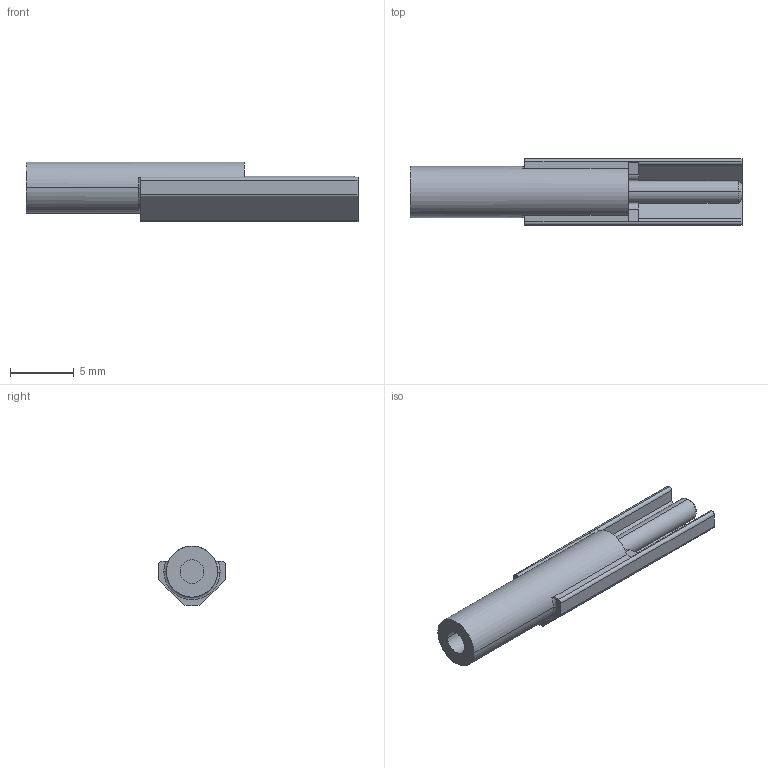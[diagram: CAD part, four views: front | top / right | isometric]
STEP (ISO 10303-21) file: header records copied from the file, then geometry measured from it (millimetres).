
FILE_DESCRIPTION(/* description */ (''),/* implementation_level */ '2;1');
FILE_NAME(/* name */ '5ST3_G_I202_XX_50839_S-AA_G_I202_XX_50839V_NX_RESULT.stp',/* time_stamp */ '2023-12-13T11:26:43+01:00',/* author */ (''),/* organization */ (''),/* preprocessor_version */ 'ST-DEVELOPER v18.102',/* originating_system */ 'SIEMENS PLM Software NX 2023',/* authorisation */ '');
FILE_SCHEMA (('AUTOMOTIVE_DESIGN { 1 0 10303 214 3 1 1 1 }'));
Length unit declared in the file: millimetre
Products named in the file (3): 2023_07_24_20_33_00_0573; 2023_07_24_20_33_00_0604; 5ST3_G_I202_XX_50839_S-AA_G_I202_XX_50839V_RESULT_stp
Assembly tree (2 placements, depth 2):
  5ST3_G_I202_XX_50839_S-AA_G_I202_XX_50839V_RESULT_stp
    2023_07_24_20_33_00_0604
    2023_07_24_20_33_00_0573
Bounding box: 26 x 5.2 x 4.69 mm (x, y, z)
Volume: 289.3 mm3; surface area: 611.8 mm2
Topology: 2 solids, 2 shells, 72 faces, 179 edges, 114 vertices
Faces by surface type: cylinder 31, plane 24, cone 10, torus 7
Entity records: 2747 total; most frequent: CARTESIAN_POINT 536, DIRECTION 404, ORIENTED_EDGE 358, EDGE_CURVE 179, AXIS2_PLACEMENT_3D 162, VERTEX_POINT 114, CIRCLE 85, LINE 80
